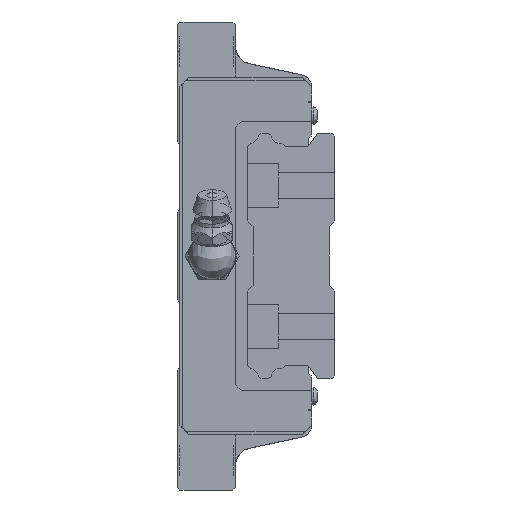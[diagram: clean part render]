
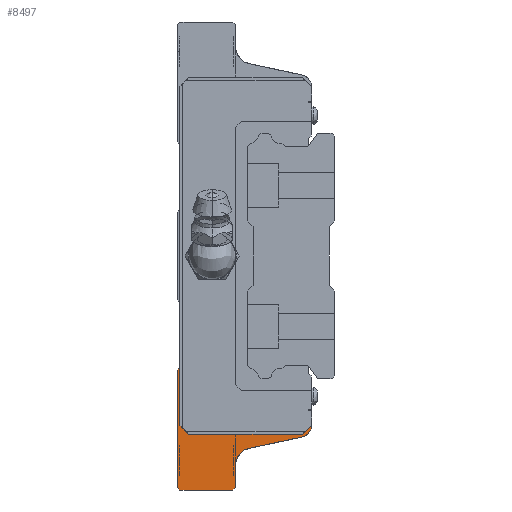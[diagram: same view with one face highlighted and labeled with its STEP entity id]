
A CAD part, left-side view. The second image highlights one B-rep face of the part: STEP entity #8497.
In plain terms, the highlighted planar face has unit normal (-1, 0, 0).
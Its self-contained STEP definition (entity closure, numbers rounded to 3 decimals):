
#87 = DIRECTION ( 'NONE',  ( 0., 0.707, -0.707 ) ) ;
#226 = CARTESIAN_POINT ( 'NONE',  ( -25.9, 14., -39.5 ) ) ;
#474 = VECTOR ( 'NONE', #5612, 1000. ) ;
#493 = DIRECTION ( 'NONE',  ( -1., 0., 0. ) ) ;
#715 = CARTESIAN_POINT ( 'NONE',  ( -25.9, 23.5, -29. ) ) ;
#960 = VERTEX_POINT ( 'NONE', #12565 ) ;
#1000 = CARTESIAN_POINT ( 'NONE',  ( -25.9, 11., -30.5 ) ) ;
#1370 = CARTESIAN_POINT ( 'NONE',  ( -25.9, 2.6, -30.5 ) ) ;
#1379 = VERTEX_POINT ( 'NONE', #16498 ) ;
#1437 = EDGE_CURVE ( 'NONE', #11926, #12182, #13264, .T. ) ;
#1482 = ORIENTED_EDGE ( 'NONE', *, *, #10079, .T. ) ;
#1580 = CARTESIAN_POINT ( 'NONE',  ( -25.9, 22., -30.5 ) ) ;
#1715 = CARTESIAN_POINT ( 'NONE',  ( -25.9, 14.5, -40. ) ) ;
#1735 = ORIENTED_EDGE ( 'NONE', *, *, #14153, .F. ) ;
#1808 = AXIS2_PLACEMENT_3D ( 'NONE', #13727, #493, #5790 ) ;
#1877 = CARTESIAN_POINT ( 'NONE',  ( -25.9, 3., -28.978 ) ) ;
#2287 = DIRECTION ( 'NONE',  ( 0., 0., 1. ) ) ;
#2989 = EDGE_CURVE ( 'NONE', #10051, #1379, #16772, .T. ) ;
#3034 = FACE_OUTER_BOUND ( 'NONE', #4026, .T. ) ;
#3051 = EDGE_CURVE ( 'NONE', #4332, #8100, #8293, .T. ) ;
#3087 = VECTOR ( 'NONE', #6548, 1000. ) ;
#3120 = AXIS2_PLACEMENT_3D ( 'NONE', #1877, #8376, #15133 ) ;
#3244 = AXIS2_PLACEMENT_3D ( 'NONE', #13656, #15141, #9954 ) ;
#3506 = ORIENTED_EDGE ( 'NONE', *, *, #1437, .F. ) ;
#3513 = VECTOR ( 'NONE', #10117, 1000. ) ;
#3639 = VECTOR ( 'NONE', #7871, 1000. ) ;
#3902 = CARTESIAN_POINT ( 'NONE',  ( -25.9, 1., 28.978 ) ) ;
#4026 = EDGE_LOOP ( 'NONE', ( #5663, #3506, #15870, #15248, #12857, #4925, #1482, #8001, #13868, #1735, #9769, #12510, #11787, #6399 ) ) ;
#4125 = EDGE_CURVE ( 'NONE', #10051, #12430, #5198, .T. ) ;
#4153 = DIRECTION ( 'NONE',  ( 0., 0., -1. ) ) ;
#4332 = VERTEX_POINT ( 'NONE', #1715 ) ;
#4426 = EDGE_CURVE ( 'NONE', #14927, #9527, #16527, .T. ) ;
#4562 = CARTESIAN_POINT ( 'NONE',  ( -25.9, 24., 35.81 ) ) ;
#4807 = CARTESIAN_POINT ( 'NONE',  ( -25.9, 2.58, -30.933 ) ) ;
#4895 = LINE ( 'NONE', #4807, #5859 ) ;
#4925 = ORIENTED_EDGE ( 'NONE', *, *, #4426, .F. ) ;
#4954 = CARTESIAN_POINT ( 'NONE',  ( -25.9, 2.6, -30.5 ) ) ;
#5110 = EDGE_CURVE ( 'NONE', #1379, #9624, #4895, .T. ) ;
#5169 = EDGE_CURVE ( 'NONE', #12033, #10958, #14138, .T. ) ;
#5198 = LINE ( 'NONE', #3902, #3639 ) ;
#5274 = EDGE_CURVE ( 'NONE', #12033, #11926, #14729, .T. ) ;
#5348 = VECTOR ( 'NONE', #7094, 1000. ) ;
#5612 = DIRECTION ( 'NONE',  ( 0., -0.707, 0.707 ) ) ;
#5663 = ORIENTED_EDGE ( 'NONE', *, *, #16574, .F. ) ;
#5790 = DIRECTION ( 'NONE',  ( 0., 0., -1. ) ) ;
#5859 = VECTOR ( 'NONE', #11256, 1000. ) ;
#6399 = ORIENTED_EDGE ( 'NONE', *, *, #4125, .T. ) ;
#6548 = DIRECTION ( 'NONE',  ( 0., -1., 0. ) ) ;
#7094 = DIRECTION ( 'NONE',  ( 0., 1., 0. ) ) ;
#7229 = LINE ( 'NONE', #15099, #16346 ) ;
#7270 = PLANE ( 'NONE',  #3244 ) ;
#7287 = CARTESIAN_POINT ( 'NONE',  ( -25.9, 24., -39.5 ) ) ;
#7871 = DIRECTION ( 'NONE',  ( 0., 0., 1. ) ) ;
#7895 = CARTESIAN_POINT ( 'NONE',  ( -25.9, 23.5, -19. ) ) ;
#8001 = ORIENTED_EDGE ( 'NONE', *, *, #3051, .F. ) ;
#8100 = VERTEX_POINT ( 'NONE', #13146 ) ;
#8293 = LINE ( 'NONE', #13649, #5348 ) ;
#8376 = DIRECTION ( 'NONE',  ( 1., 0., 0. ) ) ;
#8497 = ADVANCED_FACE ( 'NONE', ( #3034 ), #7270, .F. ) ;
#9051 = VECTOR ( 'NONE', #87, 1000. ) ;
#9139 = EDGE_CURVE ( 'NONE', #4332, #11472, #7229, .T. ) ;
#9527 = VERTEX_POINT ( 'NONE', #16712 ) ;
#9624 = VERTEX_POINT ( 'NONE', #16811 ) ;
#9769 = ORIENTED_EDGE ( 'NONE', *, *, #10013, .F. ) ;
#9954 = DIRECTION ( 'NONE',  ( 0., 0., -1. ) ) ;
#10013 = EDGE_CURVE ( 'NONE', #9624, #960, #14069, .T. ) ;
#10022 = VECTOR ( 'NONE', #10770, 1000. ) ;
#10051 = VERTEX_POINT ( 'NONE', #14078 ) ;
#10079 = EDGE_CURVE ( 'NONE', #14927, #8100, #11715, .T. ) ;
#10117 = DIRECTION ( 'NONE',  ( 0., -0.707, -0.707 ) ) ;
#10471 = LINE ( 'NONE', #1370, #474 ) ;
#10687 = CARTESIAN_POINT ( 'NONE',  ( -25.9, 23.5, -29. ) ) ;
#10770 = DIRECTION ( 'NONE',  ( 0., -0.707, -0.707 ) ) ;
#10843 = CARTESIAN_POINT ( 'NONE',  ( -25.9, 14., 35.81 ) ) ;
#10958 = VERTEX_POINT ( 'NONE', #7895 ) ;
#11256 = DIRECTION ( 'NONE',  ( 0., 0.978, -0.21 ) ) ;
#11287 = DIRECTION ( 'NONE',  ( 0., 0., 1. ) ) ;
#11472 = VERTEX_POINT ( 'NONE', #226 ) ;
#11715 = LINE ( 'NONE', #14250, #3513 ) ;
#11787 = ORIENTED_EDGE ( 'NONE', *, *, #2989, .F. ) ;
#11926 = VERTEX_POINT ( 'NONE', #1580 ) ;
#11989 = VECTOR ( 'NONE', #2287, 1000. ) ;
#12033 = VERTEX_POINT ( 'NONE', #715 ) ;
#12182 = VERTEX_POINT ( 'NONE', #4954 ) ;
#12274 = VECTOR ( 'NONE', #4153, 1000. ) ;
#12319 = DIRECTION ( 'NONE',  ( 0., -0.707, 0.707 ) ) ;
#12430 = VERTEX_POINT ( 'NONE', #14976 ) ;
#12510 = ORIENTED_EDGE ( 'NONE', *, *, #5110, .F. ) ;
#12565 = CARTESIAN_POINT ( 'NONE',  ( -25.9, 14., -35.81 ) ) ;
#12781 = VECTOR ( 'NONE', #11287, 1000. ) ;
#12857 = ORIENTED_EDGE ( 'NONE', *, *, #16444, .T. ) ;
#13146 = CARTESIAN_POINT ( 'NONE',  ( -25.9, 23.5, -40. ) ) ;
#13264 = LINE ( 'NONE', #1000, #3087 ) ;
#13649 = CARTESIAN_POINT ( 'NONE',  ( -25.9, 11., -40. ) ) ;
#13656 = CARTESIAN_POINT ( 'NONE',  ( -25.9, 11., 35.81 ) ) ;
#13727 = CARTESIAN_POINT ( 'NONE',  ( -25.9, 11., -35.81 ) ) ;
#13868 = ORIENTED_EDGE ( 'NONE', *, *, #9139, .T. ) ;
#14069 = CIRCLE ( 'NONE', #1808, 3. ) ;
#14078 = CARTESIAN_POINT ( 'NONE',  ( -25.9, 1., -28.978 ) ) ;
#14138 = LINE ( 'NONE', #16753, #11989 ) ;
#14153 = EDGE_CURVE ( 'NONE', #960, #11472, #16091, .T. ) ;
#14250 = CARTESIAN_POINT ( 'NONE',  ( -25.9, 23.5, -40. ) ) ;
#14692 = CARTESIAN_POINT ( 'NONE',  ( -25.9, 24., -19.5 ) ) ;
#14729 = LINE ( 'NONE', #10687, #10022 ) ;
#14927 = VERTEX_POINT ( 'NONE', #7287 ) ;
#14976 = CARTESIAN_POINT ( 'NONE',  ( -25.9, 1., -28.9 ) ) ;
#15099 = CARTESIAN_POINT ( 'NONE',  ( -25.9, 14., -39.5 ) ) ;
#15133 = DIRECTION ( 'NONE',  ( 0., 0., -1. ) ) ;
#15141 = DIRECTION ( 'NONE',  ( 1., 0., 0. ) ) ;
#15248 = ORIENTED_EDGE ( 'NONE', *, *, #5169, .T. ) ;
#15870 = ORIENTED_EDGE ( 'NONE', *, *, #5274, .F. ) ;
#16072 = LINE ( 'NONE', #14692, #9051 ) ;
#16091 = LINE ( 'NONE', #10843, #12274 ) ;
#16346 = VECTOR ( 'NONE', #12319, 1000. ) ;
#16444 = EDGE_CURVE ( 'NONE', #10958, #9527, #16072, .T. ) ;
#16498 = CARTESIAN_POINT ( 'NONE',  ( -25.9, 2.58, -30.933 ) ) ;
#16527 = LINE ( 'NONE', #4562, #12781 ) ;
#16574 = EDGE_CURVE ( 'NONE', #12182, #12430, #10471, .T. ) ;
#16712 = CARTESIAN_POINT ( 'NONE',  ( -25.9, 24., -19.5 ) ) ;
#16753 = CARTESIAN_POINT ( 'NONE',  ( -25.9, 23.5, 8. ) ) ;
#16772 = CIRCLE ( 'NONE', #3120, 2. ) ;
#16811 = CARTESIAN_POINT ( 'NONE',  ( -25.9, 11.63, -32.877 ) ) ;
